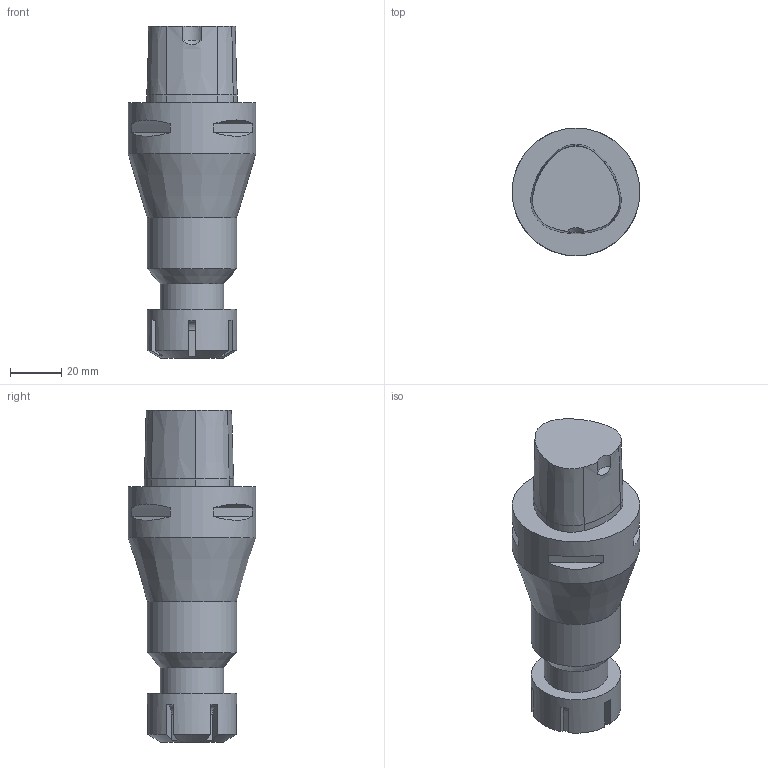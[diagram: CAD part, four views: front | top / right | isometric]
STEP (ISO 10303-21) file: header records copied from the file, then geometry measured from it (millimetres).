
FILE_DESCRIPTION(/* description */ (''),/* implementation_level */ '2;1');
FILE_NAME(/* name */ '1493026545374.stp',/* time_stamp */ '2017-04-24T11:35:59+02:00',/* author */ (''),/* organization */ ('SMS'),/* preprocessor_version */ 'ST-DEVELOPER v15',/* originating_system */ 'SIEMENS PLM Software NX 8.5',/* authorisation */ '');
FILE_SCHEMA (('AUTOMOTIVE_DESIGN { 1 0 10303 214 3 1 1 1 }'));
Length unit declared in the file: millimetre
Products named in the file (1): C5-391.14-20100-636200843337188129-1
Bounding box: 50 x 50 x 130 mm (x, y, z)
Volume: 144335.5 mm3; surface area: 20355.6 mm2
Topology: 1 solids, 1 shells, 65 faces, 169 edges, 116 vertices
Faces by surface type: plane 35, cylinder 19, cone 11
Full cylindrical faces by diameter (mm): 13 x1, 25 x1, 35 x2, 50 x1
Entity records: 2028 total; most frequent: CARTESIAN_POINT 442, DIRECTION 320, ORIENTED_EDGE 318, EDGE_CURVE 159, AXIS2_PLACEMENT_3D 130, VERTEX_POINT 111, EDGE_LOOP 80, ADVANCED_FACE 65
